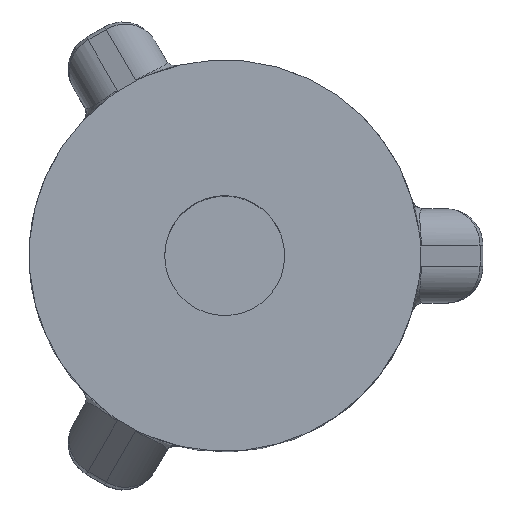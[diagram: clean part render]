
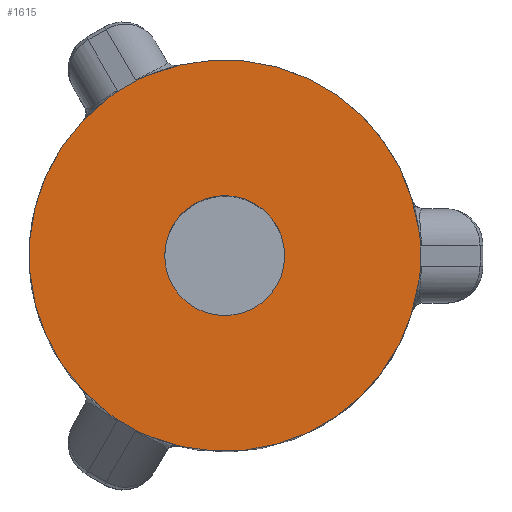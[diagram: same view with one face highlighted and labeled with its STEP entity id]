
A CAD part, top view. The second image highlights one B-rep face of the part: STEP entity #1615.
In plain terms, the highlighted planar face has unit normal (0, 0, 1).
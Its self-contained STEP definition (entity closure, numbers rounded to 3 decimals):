
#4 = CIRCLE ( 'NONE', #3132, 3.75 ) ;
#33 = CARTESIAN_POINT ( 'NONE',  ( -2.284, 2.974, 0. ) ) ;
#68 = CARTESIAN_POINT ( 'NONE',  ( -2.284, -2.974, 0. ) ) ;
#99 = B_SPLINE_CURVE_WITH_KNOTS ( 'NONE', 3,
 ( #2972, #1773, #3007, #1183 ),
 .UNSPECIFIED., .F., .F.,
 ( 4, 4 ),
 ( 0., 0. ),
 .UNSPECIFIED. ) ;
#186 = ORIENTED_EDGE ( 'NONE', *, *, #2626, .T. ) ;
#222 = AXIS2_PLACEMENT_3D ( 'NONE', #327, #1759, #1472 ) ;
#248 = CARTESIAN_POINT ( 'NONE',  ( -2.228, -3.018, 0. ) ) ;
#258 = DIRECTION ( 'NONE',  ( 1., 0., 0. ) ) ;
#263 = EDGE_LOOP ( 'NONE', ( #3159, #487, #680, #2814, #717, #3185, #186, #2927, #2813, #1792, #3636, #2405 ) ) ;
#271 = AXIS2_PLACEMENT_3D ( 'NONE', #1215, #1252, #1847 ) ;
#311 = AXIS2_PLACEMENT_3D ( 'NONE', #2260, #2595, #1109 ) ;
#327 = CARTESIAN_POINT ( 'NONE',  ( 3.75, 0., 0. ) ) ;
#340 = CARTESIAN_POINT ( 'NONE',  ( -2.175, 3.066, 0. ) ) ;
#363 = DIRECTION ( 'NONE',  ( 0., 0., 1. ) ) ;
#381 = EDGE_CURVE ( 'NONE', #1999, #1095, #2614, .T. ) ;
#383 = EDGE_CURVE ( 'NONE', #2291, #2250, #2323, .T. ) ;
#386 = DIRECTION ( 'NONE',  ( 0., 0., 1. ) ) ;
#487 = ORIENTED_EDGE ( 'NONE', *, *, #1221, .T. ) ;
#529 = VERTEX_POINT ( 'NONE', #1342 ) ;
#534 = CARTESIAN_POINT ( 'NONE',  ( 1.15, 0., 0. ) ) ;
#628 = CARTESIAN_POINT ( 'NONE',  ( 3.718, 0.491, 0. ) ) ;
#680 = ORIENTED_EDGE ( 'NONE', *, *, #381, .T. ) ;
#701 = CIRCLE ( 'NONE', #2490, 1.15 ) ;
#709 = CARTESIAN_POINT ( 'NONE',  ( 3.718, -0.491, 0. ) ) ;
#717 = ORIENTED_EDGE ( 'NONE', *, *, #1526, .T. ) ;
#776 = EDGE_CURVE ( 'NONE', #1679, #2620, #4, .T. ) ;
#810 = CARTESIAN_POINT ( 'NONE',  ( 3.75, 0.28, 0. ) ) ;
#1031 = CARTESIAN_POINT ( 'NONE',  ( 0., 0., 0. ) ) ;
#1033 = CARTESIAN_POINT ( 'NONE',  ( 3.742, -0.351, 0. ) ) ;
#1059 = CIRCLE ( 'NONE', #2156, 1.15 ) ;
#1095 = VERTEX_POINT ( 'NONE', #3349 ) ;
#1109 = DIRECTION ( 'NONE',  ( 1., 0., 0. ) ) ;
#1116 = EDGE_LOOP ( 'NONE', ( #1747, #1564 ) ) ;
#1120 = VERTEX_POINT ( 'NONE', #3308 ) ;
#1152 = CARTESIAN_POINT ( 'NONE',  ( -2.654, -2.798, 0. ) ) ;
#1169 = CARTESIAN_POINT ( 'NONE',  ( -1.096, 3.698, 0. ) ) ;
#1182 = B_SPLINE_CURVE_WITH_KNOTS ( 'NONE', 3,
 ( #2109, #1534, #3242, #1190 ),
 .UNSPECIFIED., .F., .F.,
 ( 4, 4 ),
 ( 0., 0. ),
 .UNSPECIFIED. ) ;
#1183 = CARTESIAN_POINT ( 'NONE',  ( 3.718, 0.491, 0. ) ) ;
#1190 = CARTESIAN_POINT ( 'NONE',  ( -1.632, 3.388, 0. ) ) ;
#1201 = CARTESIAN_POINT ( 'NONE',  ( 0., 0., 0. ) ) ;
#1215 = CARTESIAN_POINT ( 'NONE',  ( 0., 0., 0. ) ) ;
#1220 = B_SPLINE_CURVE_WITH_KNOTS ( 'NONE', 3,
 ( #1682, #3428, #3711, #2495 ),
 .UNSPECIFIED., .F., .F.,
 ( 4, 4 ),
 ( 0., 0. ),
 .UNSPECIFIED. ) ;
#1221 = EDGE_CURVE ( 'NONE', #2096, #1999, #3194, .T. ) ;
#1252 = DIRECTION ( 'NONE',  ( 0., 0., 1. ) ) ;
#1314 = EDGE_CURVE ( 'NONE', #2250, #2075, #2695, .T. ) ;
#1342 = CARTESIAN_POINT ( 'NONE',  ( -1.434, -3.465, 0. ) ) ;
#1383 = VECTOR ( 'NONE', #3491, 1000. ) ;
#1435 = EDGE_CURVE ( 'NONE', #2174, #1120, #3239, .T. ) ;
#1472 = DIRECTION ( 'NONE',  ( 1., 0., 0. ) ) ;
#1526 = EDGE_CURVE ( 'NONE', #529, #2174, #3434, .T. ) ;
#1534 = CARTESIAN_POINT ( 'NONE',  ( -1.5, 3.438, 0. ) ) ;
#1564 = ORIENTED_EDGE ( 'NONE', *, *, #3470, .F. ) ;
#1575 = VERTEX_POINT ( 'NONE', #534 ) ;
#1587 = DIRECTION ( 'NONE',  ( 1., 0., 0. ) ) ;
#1589 = CARTESIAN_POINT ( 'NONE',  ( 3.727, -0.42, 0. ) ) ;
#1615 = ADVANCED_FACE ( 'NONE', ( #1665, #1740 ), #2647, .T. ) ;
#1665 = FACE_OUTER_BOUND ( 'NONE', #263, .T. ) ;
#1679 = VERTEX_POINT ( 'NONE', #628 ) ;
#1681 = CARTESIAN_POINT ( 'NONE',  ( -2.118, -3.107, 0. ) ) ;
#1682 = CARTESIAN_POINT ( 'NONE',  ( -1.632, -3.388, 0. ) ) ;
#1740 = FACE_BOUND ( 'NONE', #1116, .T. ) ;
#1747 = ORIENTED_EDGE ( 'NONE', *, *, #1995, .F. ) ;
#1759 = DIRECTION ( 'NONE',  ( 0., 0., 1. ) ) ;
#1773 = CARTESIAN_POINT ( 'NONE',  ( 3.742, 0.351, 0. ) ) ;
#1792 = ORIENTED_EDGE ( 'NONE', *, *, #3513, .T. ) ;
#1847 = DIRECTION ( 'NONE',  ( 1., 0., 0. ) ) ;
#1993 = EDGE_CURVE ( 'NONE', #3445, #1679, #99, .T. ) ;
#1995 = EDGE_CURVE ( 'NONE', #1575, #2784, #701, .T. ) ;
#1999 = VERTEX_POINT ( 'NONE', #3215 ) ;
#2004 = CARTESIAN_POINT ( 'NONE',  ( -2.118, 3.107, 0. ) ) ;
#2020 = CARTESIAN_POINT ( 'NONE',  ( -2.228, 3.018, 0. ) ) ;
#2075 = VERTEX_POINT ( 'NONE', #33 ) ;
#2096 = VERTEX_POINT ( 'NONE', #68 ) ;
#2100 = CIRCLE ( 'NONE', #271, 3.75 ) ;
#2109 = CARTESIAN_POINT ( 'NONE',  ( -1.434, 3.465, 0. ) ) ;
#2120 = CARTESIAN_POINT ( 'NONE',  ( 3.75, -0.9, 0. ) ) ;
#2156 = AXIS2_PLACEMENT_3D ( 'NONE', #2876, #3136, #258 ) ;
#2157 = CARTESIAN_POINT ( 'NONE',  ( -1.434, 3.465, 0. ) ) ;
#2174 = VERTEX_POINT ( 'NONE', #2812 ) ;
#2250 = VERTEX_POINT ( 'NONE', #3593 ) ;
#2256 = CARTESIAN_POINT ( 'NONE',  ( -2.284, -2.974, 0. ) ) ;
#2260 = CARTESIAN_POINT ( 'NONE',  ( 0., 0., 0. ) ) ;
#2291 = VERTEX_POINT ( 'NONE', #2676 ) ;
#2323 = LINE ( 'NONE', #1169, #1383 ) ;
#2405 = ORIENTED_EDGE ( 'NONE', *, *, #1314, .T. ) ;
#2453 = DIRECTION ( 'NONE',  ( 0., 1., 0. ) ) ;
#2490 = AXIS2_PLACEMENT_3D ( 'NONE', #1201, #363, #3252 ) ;
#2495 = CARTESIAN_POINT ( 'NONE',  ( -1.434, -3.465, 0. ) ) ;
#2552 = VECTOR ( 'NONE', #3507, 1000. ) ;
#2595 = DIRECTION ( 'NONE',  ( 0., 0., 1. ) ) ;
#2614 = LINE ( 'NONE', #1152, #2552 ) ;
#2620 = VERTEX_POINT ( 'NONE', #2157 ) ;
#2626 = EDGE_CURVE ( 'NONE', #1120, #3445, #2762, .T. ) ;
#2647 = PLANE ( 'NONE',  #222 ) ;
#2662 = CARTESIAN_POINT ( 'NONE',  ( -2.284, 2.974, 0. ) ) ;
#2676 = CARTESIAN_POINT ( 'NONE',  ( -1.632, 3.388, 0. ) ) ;
#2680 = EDGE_CURVE ( 'NONE', #1095, #529, #1220, .T. ) ;
#2695 = B_SPLINE_CURVE_WITH_KNOTS ( 'NONE', 3,
 ( #2004, #340, #2020, #2662 ),
 .UNSPECIFIED., .F., .F.,
 ( 4, 4 ),
 ( 0., 0. ),
 .UNSPECIFIED. ) ;
#2762 = LINE ( 'NONE', #2120, #3087 ) ;
#2784 = VERTEX_POINT ( 'NONE', #2912 ) ;
#2812 = CARTESIAN_POINT ( 'NONE',  ( 3.718, -0.491, 0. ) ) ;
#2813 = ORIENTED_EDGE ( 'NONE', *, *, #776, .T. ) ;
#2814 = ORIENTED_EDGE ( 'NONE', *, *, #2680, .T. ) ;
#2876 = CARTESIAN_POINT ( 'NONE',  ( 0., 0., 0. ) ) ;
#2892 = EDGE_CURVE ( 'NONE', #2075, #2096, #2100, .T. ) ;
#2912 = CARTESIAN_POINT ( 'NONE',  ( -1.15, 0., 0. ) ) ;
#2927 = ORIENTED_EDGE ( 'NONE', *, *, #1993, .T. ) ;
#2972 = CARTESIAN_POINT ( 'NONE',  ( 3.75, 0.28, 0. ) ) ;
#3007 = CARTESIAN_POINT ( 'NONE',  ( 3.727, 0.42, 0. ) ) ;
#3054 = CARTESIAN_POINT ( 'NONE',  ( 3.75, -0.28, 0. ) ) ;
#3087 = VECTOR ( 'NONE', #2453, 1000. ) ;
#3132 = AXIS2_PLACEMENT_3D ( 'NONE', #1031, #386, #1587 ) ;
#3136 = DIRECTION ( 'NONE',  ( 0., 0., 1. ) ) ;
#3140 = CARTESIAN_POINT ( 'NONE',  ( -2.175, -3.066, 0. ) ) ;
#3159 = ORIENTED_EDGE ( 'NONE', *, *, #2892, .T. ) ;
#3185 = ORIENTED_EDGE ( 'NONE', *, *, #1435, .T. ) ;
#3194 = B_SPLINE_CURVE_WITH_KNOTS ( 'NONE', 3,
 ( #2256, #248, #3140, #1681 ),
 .UNSPECIFIED., .F., .F.,
 ( 4, 4 ),
 ( 0., 0. ),
 .UNSPECIFIED. ) ;
#3215 = CARTESIAN_POINT ( 'NONE',  ( -2.118, -3.107, 0. ) ) ;
#3239 = B_SPLINE_CURVE_WITH_KNOTS ( 'NONE', 3,
 ( #709, #1589, #1033, #3054 ),
 .UNSPECIFIED., .F., .F.,
 ( 4, 4 ),
 ( 0., 0. ),
 .UNSPECIFIED. ) ;
#3242 = CARTESIAN_POINT ( 'NONE',  ( -1.567, 3.416, 0. ) ) ;
#3252 = DIRECTION ( 'NONE',  ( 1., 0., 0. ) ) ;
#3308 = CARTESIAN_POINT ( 'NONE',  ( 3.75, -0.28, 0. ) ) ;
#3349 = CARTESIAN_POINT ( 'NONE',  ( -1.632, -3.388, 0. ) ) ;
#3428 = CARTESIAN_POINT ( 'NONE',  ( -1.567, -3.416, 0. ) ) ;
#3434 = CIRCLE ( 'NONE', #311, 3.75 ) ;
#3445 = VERTEX_POINT ( 'NONE', #810 ) ;
#3470 = EDGE_CURVE ( 'NONE', #2784, #1575, #1059, .T. ) ;
#3491 = DIRECTION ( 'NONE',  ( -0.866, -0.5, 0. ) ) ;
#3507 = DIRECTION ( 'NONE',  ( 0.866, -0.5, 0. ) ) ;
#3513 = EDGE_CURVE ( 'NONE', #2620, #2291, #1182, .T. ) ;
#3593 = CARTESIAN_POINT ( 'NONE',  ( -2.118, 3.107, 0. ) ) ;
#3636 = ORIENTED_EDGE ( 'NONE', *, *, #383, .T. ) ;
#3711 = CARTESIAN_POINT ( 'NONE',  ( -1.5, -3.438, 0. ) ) ;
